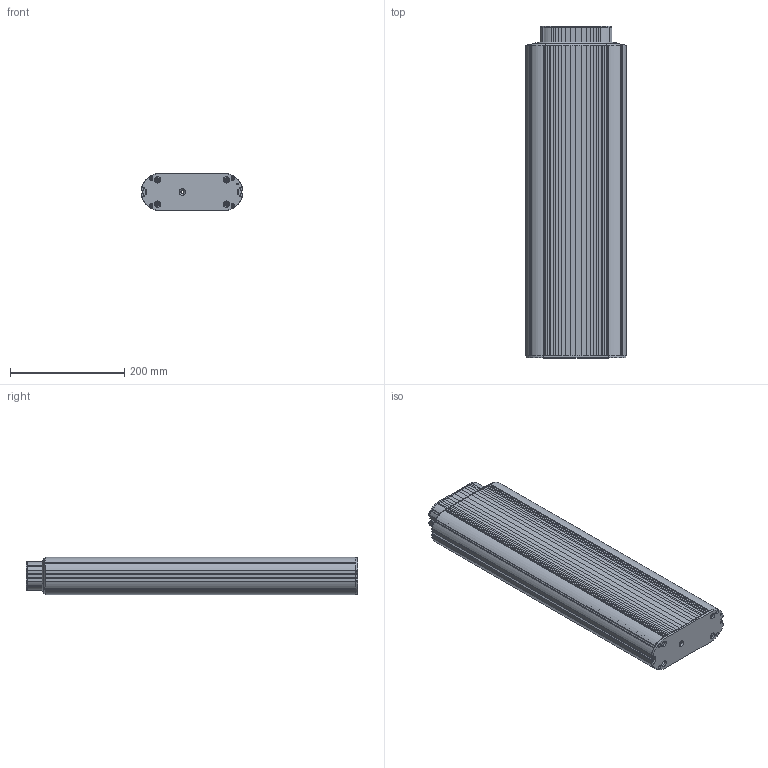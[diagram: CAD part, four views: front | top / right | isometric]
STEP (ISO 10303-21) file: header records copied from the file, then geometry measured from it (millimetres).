
FILE_DESCRIPTION (( 'STEP AP203' ), '1' );
FILE_NAME ('T175-3 EB 580.STEP', '2010-02-22T06:58:28', ( 'PC' ), ( 'PC' ), 'SwSTEP 2.0', 'SolidWorks 2007', '' );
FILE_SCHEMA (( 'CONFIG_CONTROL_DESIGN' ));
Length unit declared in the file: millimetre
Products named in the file (9): Brille Außenrohr_Standard; Brille Mittelrohr_Standard; T175-3 EB 580; Außenprofil_Achsparallel_Standard; Mittelprofil_Achsparallel_Standard; Înnenprofil_Achsparallel_Standard; Platte Außenprofil_Achsparallel_Standard; Platte Innenprofil_Achsparallel_Standard; Platte Mittelprofil_AchsparallelWie bearbeitet_Standard
Assembly tree (8 placements, depth 2):
  T175-3 EB 580
    Brille Außenrohr_Standard
    Außenprofil_Achsparallel_Standard
    Mittelprofil_Achsparallel_Standard
    Platte Mittelprofil_AchsparallelWie bearbeitet_Standard
    Brille Mittelrohr_Standard
    Înnenprofil_Achsparallel_Standard
    Platte Außenprofil_Achsparallel_Standard
    Platte Innenprofil_Achsparallel_Standard
Bounding box: 175 x 580 x 65 mm (x, y, z)
Volume: 1637465.4 mm3; surface area: 1465815.9 mm2
Topology: 8 solids, 8 shells, 1499 faces, 4209 edges, 2726 vertices
Faces by surface type: cylinder 844, plane 352, bspline 172, cone 131
Entity records: 62333 total; most frequent: CARTESIAN_POINT 23148, ORIENTED_EDGE 8402, DIRECTION 7913, EDGE_CURVE 4201, AXIS2_PLACEMENT_3D 3055, VERTEX_POINT 2726, VECTOR 1803, LINE 1803
